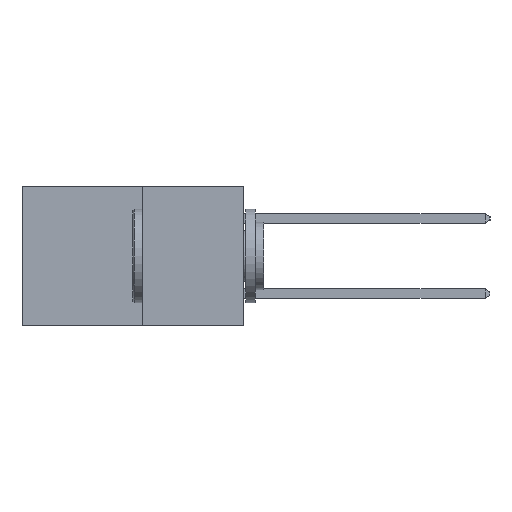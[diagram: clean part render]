
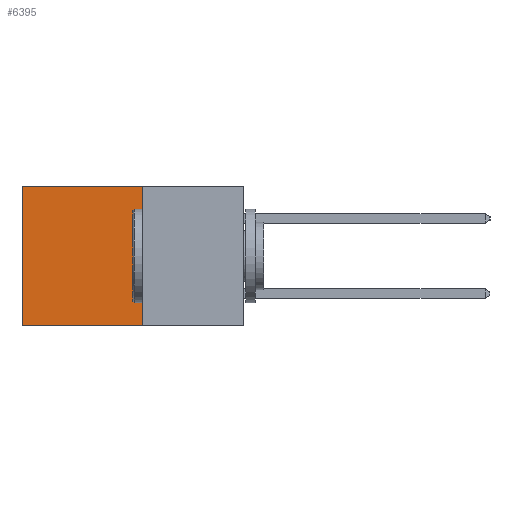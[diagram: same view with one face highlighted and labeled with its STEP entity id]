
A CAD part, left-side view. The second image highlights one B-rep face of the part: STEP entity #6395.
In plain terms, the highlighted planar face has unit normal (-1, 0, 0).
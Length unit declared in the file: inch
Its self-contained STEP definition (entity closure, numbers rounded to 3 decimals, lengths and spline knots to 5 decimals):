
#559 = LINE ( 'NONE', #8839, #7899 ) ;
#1065 = EDGE_CURVE ( 'NONE', #9425, #5974, #559, .T. ) ;
#1427 = DIRECTION ( 'NONE',  ( 0., 0., -1. ) ) ;
#1542 = CARTESIAN_POINT ( 'NONE',  ( 0.277, 0.27, -0.37 ) ) ;
#1546 = DIRECTION ( 'NONE',  ( 1., 0., 0. ) ) ;
#1752 = PLANE ( 'NONE',  #11445 ) ;
#1840 = ORIENTED_EDGE ( 'NONE', *, *, #5402, .T. ) ;
#1969 = DIRECTION ( 'NONE',  ( 0., 1., 0. ) ) ;
#1996 = CARTESIAN_POINT ( 'NONE',  ( 0.277, 0.27, 0. ) ) ;
#3059 = CARTESIAN_POINT ( 'NONE',  ( 0.277, 0.59, 0. ) ) ;
#3212 = ORIENTED_EDGE ( 'NONE', *, *, #8001, .T. ) ;
#3676 = EDGE_CURVE ( 'NONE', #7002, #9425, #11927, .T. ) ;
#3931 = VECTOR ( 'NONE', #1969, 39.37008 ) ;
#4375 = CARTESIAN_POINT ( 'NONE',  ( 0.277, 0.27, -0.37 ) ) ;
#4492 = DIRECTION ( 'NONE',  ( 0., 1., 0. ) ) ;
#4797 = DIRECTION ( 'NONE',  ( 0., 0., -1. ) ) ;
#4997 = DIRECTION ( 'NONE',  ( 0., 0., -1. ) ) ;
#5022 = CARTESIAN_POINT ( 'NONE',  ( 0.277, 0.59, -0.37 ) ) ;
#5402 = EDGE_CURVE ( 'NONE', #7002, #11311, #9397, .T. ) ;
#5974 = VERTEX_POINT ( 'NONE', #9861 ) ;
#6395 = ADVANCED_FACE ( 'NONE', ( #8270 ), #1752, .F. ) ;
#6571 = CARTESIAN_POINT ( 'NONE',  ( 0.277, 0.27, -0.37 ) ) ;
#7002 = VERTEX_POINT ( 'NONE', #10094 ) ;
#7899 = VECTOR ( 'NONE', #4492, 39.37008 ) ;
#8001 = EDGE_CURVE ( 'NONE', #11311, #5974, #11923, .T. ) ;
#8270 = FACE_OUTER_BOUND ( 'NONE', #10606, .T. ) ;
#8839 = CARTESIAN_POINT ( 'NONE',  ( 0.277, 0.27, -0.37 ) ) ;
#9020 = ORIENTED_EDGE ( 'NONE', *, *, #3676, .F. ) ;
#9397 = LINE ( 'NONE', #1996, #3931 ) ;
#9425 = VERTEX_POINT ( 'NONE', #4375 ) ;
#9434 = VECTOR ( 'NONE', #4797, 39.37008 ) ;
#9861 = CARTESIAN_POINT ( 'NONE',  ( 0.277, 0.59, -0.37 ) ) ;
#10094 = CARTESIAN_POINT ( 'NONE',  ( 0.277, 0.27, 0. ) ) ;
#10606 = EDGE_LOOP ( 'NONE', ( #3212, #11196, #9020, #1840 ) ) ;
#11196 = ORIENTED_EDGE ( 'NONE', *, *, #1065, .F. ) ;
#11311 = VERTEX_POINT ( 'NONE', #3059 ) ;
#11445 = AXIS2_PLACEMENT_3D ( 'NONE', #1542, #1546, #1427 ) ;
#11622 = VECTOR ( 'NONE', #4997, 39.37008 ) ;
#11923 = LINE ( 'NONE', #5022, #11622 ) ;
#11927 = LINE ( 'NONE', #6571, #9434 ) ;
